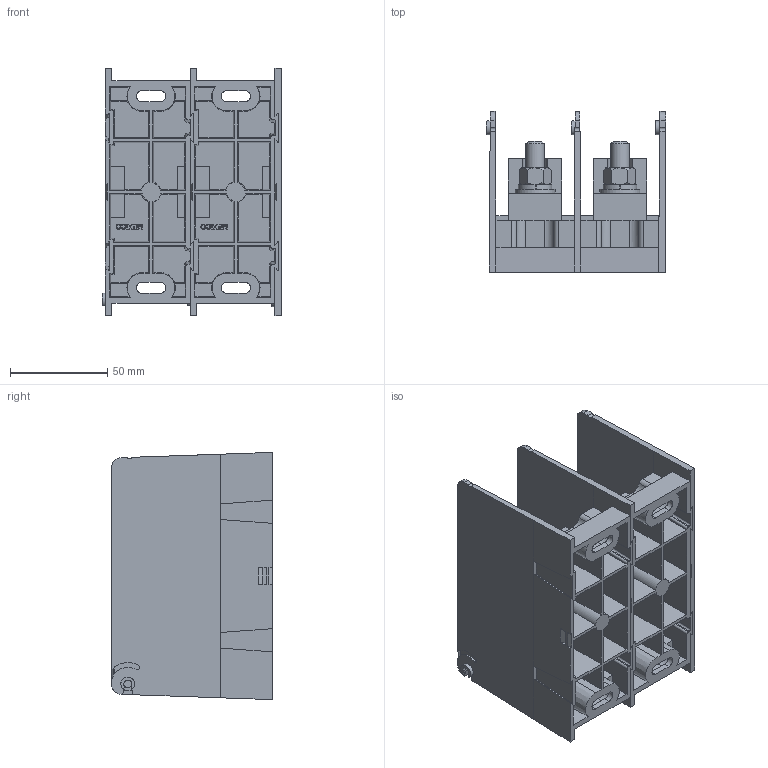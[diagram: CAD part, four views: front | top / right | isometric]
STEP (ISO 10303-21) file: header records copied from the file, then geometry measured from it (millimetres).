
FILE_DESCRIPTION (( 'STEP AP214' ), '1' );
FILE_NAME ('701947rev-2P.STEP', '2013-12-14T12:52:53', ( '' ), ( '' ), 'SwSTEP 2.0', 'SolidWorks 2013', '' );
FILE_SCHEMA (( 'AUTOMOTIVE_DESIGN' ));
Length unit declared in the file: inch
Products named in the file (18): 701947rev-2P_1_2; 701947rev-2P_1_6; 701947rev-2P_1_12; 701947rev-2P_1_11; 701947rev-2P_1_14; 701947rev-2P_1_17; 701947rev-2P_1_15; 701947rev-2P_1_13; 701947rev-2P_1_5; 701947rev-2P_1; 701947rev-2P_1_8; 701947rev-2P; 701947rev-2P_1_3; 701947rev-2P_1_4; 701947rev-2P_1_16; 701947rev-2P_1_9; 701947rev-2P_1_10; 701947rev-2P_1_7
Assembly tree (17 placements, depth 2):
  701947rev-2P
    701947rev-2P_1_8
    701947rev-2P_1
    701947rev-2P_1_5
    701947rev-2P_1_13
    701947rev-2P_1_15
    701947rev-2P_1_17
    701947rev-2P_1_14
    701947rev-2P_1_11
    701947rev-2P_1_12
    701947rev-2P_1_6
    701947rev-2P_1_2
    701947rev-2P_1_7
    701947rev-2P_1_10
    701947rev-2P_1_9
    701947rev-2P_1_16
    701947rev-2P_1_4
    701947rev-2P_1_3
Bounding box: 92.16 x 82.55 x 127.01 mm (x, y, z)
Surface area: 161352.8 mm2 (no closed solid volume)
Topology: 0 solids, 17 shells, 959 faces, 2543 edges, 1653 vertices
Faces by surface type: plane 537, cylinder 232, cone 128, bspline 62
Full cylindrical faces by diameter (mm): 4.064 x1, 4.928 x2, 6.909 x2, 7.112 x1, 9.525 x4, 9.576 x4, 10.312 x2, 10.795 x2, 12.7 x2, 14.097 x2, 15.875 x2, 15.991 x22, 17.475 x18, 17.78 x2, 19.05 x2, 20.625 x2
Entity records: 62238 total; most frequent: CARTESIAN_POINT 27773, ORIENTED_EDGE 4564, DIRECTION 3992, EDGE_CURVE 2312, VERTEX_POINT 1574, LINE 1442, VECTOR 1442, AXIS2_PLACEMENT_3D 1275
